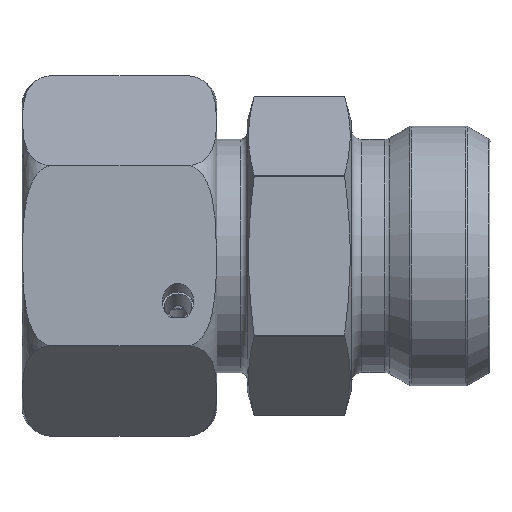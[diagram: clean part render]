
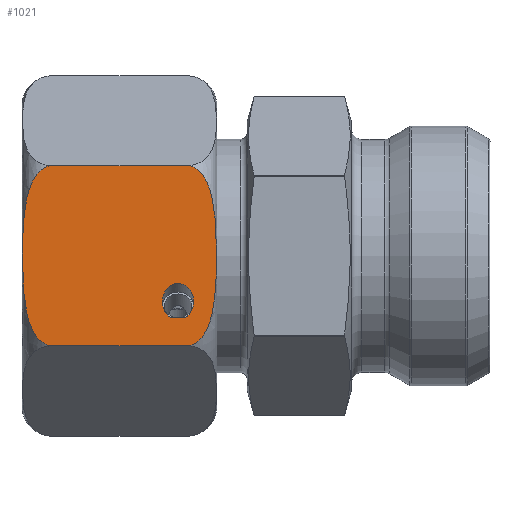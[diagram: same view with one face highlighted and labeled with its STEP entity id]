
A CAD part, top view. The second image highlights one B-rep face of the part: STEP entity #1021.
In plain terms, the highlighted face is planar.
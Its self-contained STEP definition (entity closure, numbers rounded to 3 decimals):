
#550=ELLIPSE('',#5058,2.078,1.8);
#551=ELLIPSE('',#5059,1.848,1.6);
#698=FACE_BOUND('',#1568,.T.);
#699=FACE_BOUND('',#1569,.T.);
#785=PLANE('',#5060);
#1021=ADVANCED_FACE('',(#698,#699),#785,.F.);
#1568=EDGE_LOOP('',(#2553,#2554,#2555,#2556));
#1569=EDGE_LOOP('',(#2557,#2558,#2559,#2560));
#1969=B_SPLINE_CURVE_WITH_KNOTS('',3,(#7495,#7496,#7497,#7498,#7499,#7500,
#7501,#7502,#7503,#7504,#7505,#7506,#7507,#7508,#7509,#7510,#7511,#7512),
 .UNSPECIFIED.,.F.,.F.,(4,2,2,2,2,2,2,2,4),(0.,0.062,0.125,
0.25,0.5,0.75,0.875,0.938,1.),.UNSPECIFIED.);
#1979=B_SPLINE_CURVE_WITH_KNOTS('',3,(#7686,#7687,#7688,#7689,#7690,#7691,
#7692,#7693,#7694,#7695,#7696,#7697,#7698,#7699,#7700,#7701,#7702,#7703),
 .UNSPECIFIED.,.F.,.F.,(4,2,2,2,2,2,2,2,4),(0.,0.063,0.125,
0.25,0.5,0.75,0.875,0.938,1.),.UNSPECIFIED.);
#2553=ORIENTED_EDGE('',*,*,#4184,.T.);
#2554=ORIENTED_EDGE('',*,*,#4185,.T.);
#2555=ORIENTED_EDGE('',*,*,#4186,.T.);
#2556=ORIENTED_EDGE('',*,*,#4187,.T.);
#2557=ORIENTED_EDGE('',*,*,#4183,.T.);
#2558=ORIENTED_EDGE('',*,*,#4152,.T.);
#2559=ORIENTED_EDGE('',*,*,#4178,.F.);
#2560=ORIENTED_EDGE('',*,*,#4162,.T.);
#3696=VERTEX_POINT('',#7493);
#3698=VERTEX_POINT('',#7513);
#3703=VERTEX_POINT('',#7609);
#3707=VERTEX_POINT('',#7685);
#3723=VERTEX_POINT('',#7818);
#3724=VERTEX_POINT('',#7819);
#3725=VERTEX_POINT('',#7821);
#3726=VERTEX_POINT('',#7823);
#4152=EDGE_CURVE('',#3698,#3696,#1969,.T.);
#4162=EDGE_CURVE('',#3703,#3707,#1979,.T.);
#4178=EDGE_CURVE('',#3703,#3696,#4556,.T.);
#4183=EDGE_CURVE('',#3707,#3698,#4561,.T.);
#4184=EDGE_CURVE('',#3723,#3724,#550,.T.);
#4185=EDGE_CURVE('',#3724,#3725,#4562,.T.);
#4186=EDGE_CURVE('',#3725,#3726,#551,.T.);
#4187=EDGE_CURVE('',#3726,#3723,#4563,.T.);
#4556=LINE('',#7806,#4748);
#4561=LINE('',#7815,#4753);
#4562=LINE('',#7820,#4754);
#4563=LINE('',#7824,#4755);
#4748=VECTOR('',#5477,1.);
#4753=VECTOR('',#5490,1.);
#4754=VECTOR('',#5495,1.);
#4755=VECTOR('',#5498,1.);
#5058=AXIS2_PLACEMENT_3D('',#7817,#5493,#5494);
#5059=AXIS2_PLACEMENT_3D('',#7822,#5496,#5497);
#5060=AXIS2_PLACEMENT_3D('',#7825,#5499,#5500);
#5477=DIRECTION('',(-1.,0.,0.));
#5490=DIRECTION('',(-1.,0.,0.));
#5493=DIRECTION('',(0.,0.5,-0.866));
#5494=DIRECTION('',(0.,0.866,0.5));
#5495=DIRECTION('',(-1.,0.,0.));
#5496=DIRECTION('',(0.,0.5,-0.866));
#5497=DIRECTION('',(0.,0.866,0.5));
#5498=DIRECTION('',(-1.,0.,0.));
#5499=DIRECTION('',(0.,0.5,-0.866));
#5500=DIRECTION('',(0.,0.866,0.5));
#7493=CARTESIAN_POINT('',(3.306,-18.,10.392));
#7495=CARTESIAN_POINT('',(3.306,0.,20.785));
#7496=CARTESIAN_POINT('',(2.814,-0.047,20.757));
#7497=CARTESIAN_POINT('',(2.375,-0.272,20.628));
#7498=CARTESIAN_POINT('',(1.671,-0.868,20.283));
#7499=CARTESIAN_POINT('',(1.407,-1.227,20.076));
#7500=CARTESIAN_POINT('',(0.764,-2.367,19.418));
#7501=CARTESIAN_POINT('',(0.54,-3.193,18.941));
#7502=CARTESIAN_POINT('',(0.089,-5.681,17.505));
#7503=CARTESIAN_POINT('',(0.072,-7.347,16.543));
#7504=CARTESIAN_POINT('',(0.073,-10.682,14.618));
#7505=CARTESIAN_POINT('',(0.092,-12.361,13.648));
#7506=CARTESIAN_POINT('',(0.549,-14.841,12.216));
#7507=CARTESIAN_POINT('',(0.771,-15.653,11.747));
#7508=CARTESIAN_POINT('',(1.417,-16.787,11.092));
#7509=CARTESIAN_POINT('',(1.686,-17.146,10.885));
#7510=CARTESIAN_POINT('',(2.377,-17.727,10.55));
#7511=CARTESIAN_POINT('',(2.818,-17.953,10.419));
#7512=CARTESIAN_POINT('',(3.306,-18.,10.392));
#7513=CARTESIAN_POINT('',(3.306,0.,20.785));
#7609=CARTESIAN_POINT('',(19.194,-18.,10.392));
#7685=CARTESIAN_POINT('',(19.194,0.,20.785));
#7686=CARTESIAN_POINT('',(19.194,-18.,10.392));
#7687=CARTESIAN_POINT('',(19.686,-17.953,10.42));
#7688=CARTESIAN_POINT('',(20.125,-17.728,10.549));
#7689=CARTESIAN_POINT('',(20.829,-17.132,10.894));
#7690=CARTESIAN_POINT('',(21.093,-16.773,11.101));
#7691=CARTESIAN_POINT('',(21.736,-15.633,11.759));
#7692=CARTESIAN_POINT('',(21.96,-14.807,12.236));
#7693=CARTESIAN_POINT('',(22.411,-12.319,13.672));
#7694=CARTESIAN_POINT('',(22.428,-10.653,14.634));
#7695=CARTESIAN_POINT('',(22.427,-7.318,16.559));
#7696=CARTESIAN_POINT('',(22.408,-5.639,17.529));
#7697=CARTESIAN_POINT('',(21.951,-3.159,18.961));
#7698=CARTESIAN_POINT('',(21.729,-2.347,19.43));
#7699=CARTESIAN_POINT('',(21.083,-1.213,20.084));
#7700=CARTESIAN_POINT('',(20.814,-0.854,20.292));
#7701=CARTESIAN_POINT('',(20.123,-0.273,20.627));
#7702=CARTESIAN_POINT('',(19.682,-0.047,20.757));
#7703=CARTESIAN_POINT('',(19.194,0.,20.785));
#7806=CARTESIAN_POINT('',(25.,-18.,10.392));
#7815=CARTESIAN_POINT('',(25.,0.,20.785));
#7817=CARTESIAN_POINT('',(18.,-13.578,12.946));
#7818=CARTESIAN_POINT('',(17.253,-15.215,12.));
#7819=CARTESIAN_POINT('',(18.747,-15.215,12.));
#7820=CARTESIAN_POINT('',(25.,-15.215,12.));
#7821=CARTESIAN_POINT('',(18.151,-15.215,12.));
#7822=CARTESIAN_POINT('',(18.,-13.623,12.92));
#7823=CARTESIAN_POINT('',(17.849,-15.215,12.));
#7824=CARTESIAN_POINT('',(25.,-15.215,12.));
#7825=CARTESIAN_POINT('',(25.,0.,20.785));
